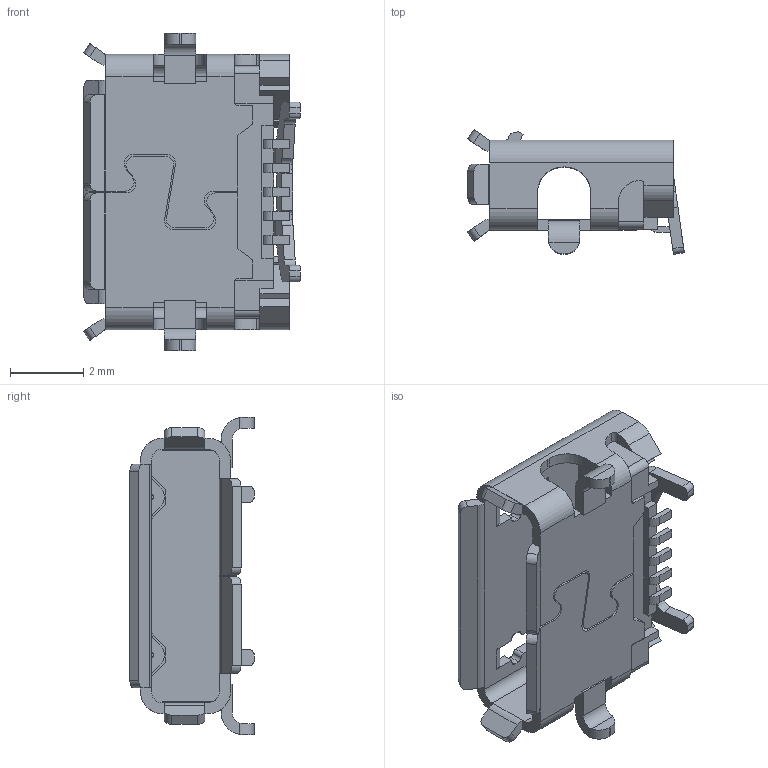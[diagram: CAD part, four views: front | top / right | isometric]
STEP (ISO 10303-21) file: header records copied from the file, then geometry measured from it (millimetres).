
FILE_DESCRIPTION(('OneSpaceDesigner STEP Export'),'2;1');
FILE_NAME('ZX62D-AB-5P8.stp','2007-12-07T12:50:29',(''),(''),'OneSpace Designer STEP processor for AP214 (Solid Model)','OneSpace Modeling 15.00A 14-Mar-2007 (C) CoCreate Software GmbH','');
FILE_SCHEMA(('AUTOMOTIVE_DESIGN { 1 0 10303 214 1 1 1 1 }'));
Length unit declared in the file: millimetre
Products named in the file (1): p1
Bounding box: 5.9 x 3.39 x 8.65 mm (x, y, z)
Volume: 40.7 mm3; surface area: 239.6 mm2
Topology: 1 solids, 1 shells, 391 faces, 1169 edges, 766 vertices
Faces by surface type: plane 243, cylinder 146, bspline 2
Entity records: 12939 total; most frequent: CARTESIAN_POINT 2345, ORIENTED_EDGE 2338, DIRECTION 2121, EDGE_CURVE 1169, VECTOR 853, LINE 853, VERTEX_POINT 766, AXIS2_PLACEMENT_3D 634
